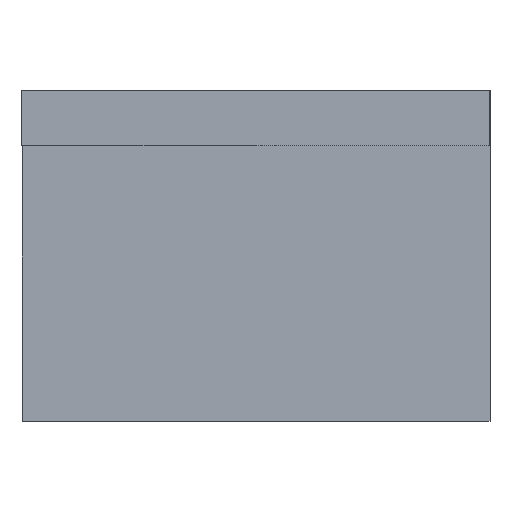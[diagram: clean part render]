
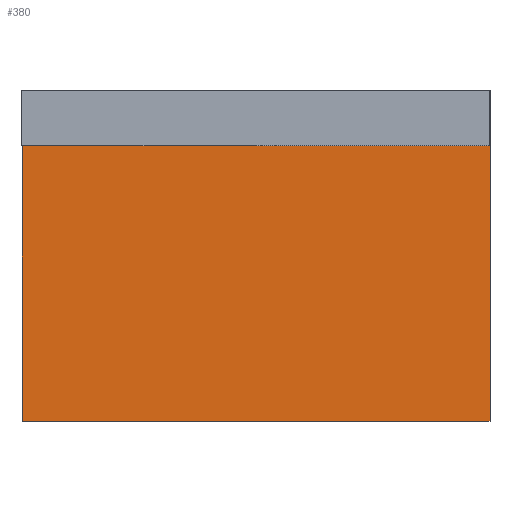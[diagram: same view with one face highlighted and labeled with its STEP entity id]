
A CAD part, left-side view. The second image highlights one B-rep face of the part: STEP entity #380.
In plain terms, the highlighted planar face has unit normal (-1, 0, 0).
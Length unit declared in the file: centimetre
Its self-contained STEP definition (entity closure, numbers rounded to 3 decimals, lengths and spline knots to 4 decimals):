
#29=PLANE('',#432);
#46=FACE_OUTER_BOUND('',#65,.T.);
#65=EDGE_LOOP('',(#286,#287,#288,#289));
#98=LINE('',#589,#135);
#99=LINE('',#591,#136);
#100=LINE('',#593,#137);
#101=LINE('',#594,#138);
#135=VECTOR('',#489,1.);
#136=VECTOR('',#490,1.);
#137=VECTOR('',#491,1.);
#138=VECTOR('',#492,1.);
#191=VERTEX_POINT('',#587);
#192=VERTEX_POINT('',#588);
#193=VERTEX_POINT('',#590);
#194=VERTEX_POINT('',#592);
#230=EDGE_CURVE('',#191,#192,#98,.T.);
#231=EDGE_CURVE('',#193,#191,#99,.T.);
#232=EDGE_CURVE('',#193,#194,#100,.T.);
#233=EDGE_CURVE('',#192,#194,#101,.T.);
#286=ORIENTED_EDGE('',*,*,#230,.F.);
#287=ORIENTED_EDGE('',*,*,#231,.F.);
#288=ORIENTED_EDGE('',*,*,#232,.T.);
#289=ORIENTED_EDGE('',*,*,#233,.F.);
#380=ADVANCED_FACE('',(#46),#29,.F.);
#432=AXIS2_PLACEMENT_3D('',#586,#487,#488);
#487=DIRECTION('center_axis',(1.,0.,0.));
#488=DIRECTION('ref_axis',(0.,1.,0.));
#489=DIRECTION('',(0.,1.,0.));
#490=DIRECTION('',(0.,0.,-1.));
#491=DIRECTION('',(0.,1.,0.));
#492=DIRECTION('',(0.,0.,1.));
#586=CARTESIAN_POINT('Origin',(-1.7,0.,-3.));
#587=CARTESIAN_POINT('',(-1.7,0.,-3.));
#588=CARTESIAN_POINT('',(-1.7,4.25,-3.));
#589=CARTESIAN_POINT('',(-1.7,0.,-3.));
#590=CARTESIAN_POINT('',(-1.7,0.,-0.5));
#591=CARTESIAN_POINT('',(-1.7,0.,-2.25));
#592=CARTESIAN_POINT('',(-1.7,4.25,-0.5));
#593=CARTESIAN_POINT('',(-1.7,4.25,-0.5));
#594=CARTESIAN_POINT('',(-1.7,4.25,-2.25));
